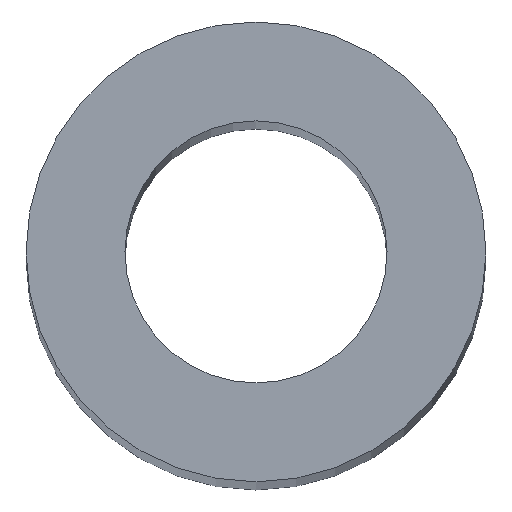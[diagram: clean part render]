
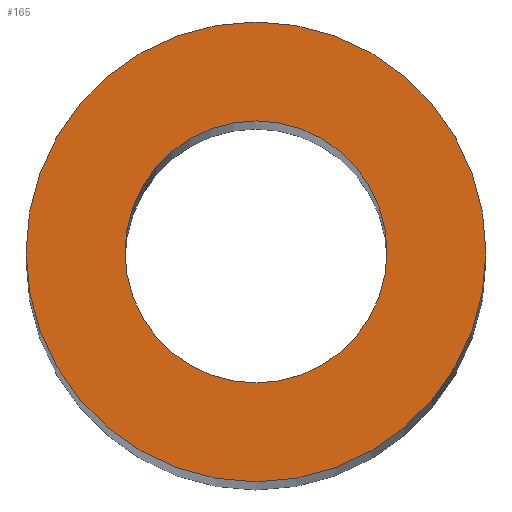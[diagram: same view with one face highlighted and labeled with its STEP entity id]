
A CAD part, top view. The second image highlights one B-rep face of the part: STEP entity #165.
In plain terms, the highlighted planar face has unit normal (0, 0, 1).
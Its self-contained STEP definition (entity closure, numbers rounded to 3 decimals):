
#4 = ORIENTED_EDGE ( 'NONE', *, *, #234, .T. ) ;
#7 = VERTEX_POINT ( 'NONE', #211 ) ;
#14 = DIRECTION ( 'NONE',  ( 1., 0., 0. ) ) ;
#26 = ORIENTED_EDGE ( 'NONE', *, *, #52, .F. ) ;
#46 = CARTESIAN_POINT ( 'NONE',  ( 0., 0., 94.6 ) ) ;
#47 = EDGE_CURVE ( 'NONE', #242, #7, #233, .T. ) ;
#52 = EDGE_CURVE ( 'NONE', #7, #242, #246, .T. ) ;
#57 = CARTESIAN_POINT ( 'NONE',  ( 2.65, 0., 94.6 ) ) ;
#58 = EDGE_CURVE ( 'NONE', #69, #85, #124, .T. ) ;
#66 = AXIS2_PLACEMENT_3D ( 'NONE', #173, #231, #14 ) ;
#68 = EDGE_LOOP ( 'NONE', ( #26, #119 ) ) ;
#69 = VERTEX_POINT ( 'NONE', #146 ) ;
#70 = DIRECTION ( 'NONE',  ( 1., 0., 0. ) ) ;
#76 = AXIS2_PLACEMENT_3D ( 'NONE', #46, #108, #70 ) ;
#80 = FACE_BOUND ( 'NONE', #68, .T. ) ;
#85 = VERTEX_POINT ( 'NONE', #125 ) ;
#97 = PLANE ( 'NONE',  #141 ) ;
#108 = DIRECTION ( 'NONE',  ( 0., 0., 1. ) ) ;
#110 = CARTESIAN_POINT ( 'NONE',  ( 0., 0., 94.6 ) ) ;
#114 = DIRECTION ( 'NONE',  ( 1., 0., 0. ) ) ;
#117 = FACE_OUTER_BOUND ( 'NONE', #168, .T. ) ;
#119 = ORIENTED_EDGE ( 'NONE', *, *, #47, .F. ) ;
#124 = CIRCLE ( 'NONE', #76, 4.65 ) ;
#125 = CARTESIAN_POINT ( 'NONE',  ( 4.65, 0., 94.6 ) ) ;
#132 = AXIS2_PLACEMENT_3D ( 'NONE', #110, #227, #208 ) ;
#136 = AXIS2_PLACEMENT_3D ( 'NONE', #144, #241, #149 ) ;
#141 = AXIS2_PLACEMENT_3D ( 'NONE', #217, #193, #114 ) ;
#144 = CARTESIAN_POINT ( 'NONE',  ( 0., 0., 94.6 ) ) ;
#146 = CARTESIAN_POINT ( 'NONE',  ( -4.65, 0., 94.6 ) ) ;
#149 = DIRECTION ( 'NONE',  ( 1., 0., 0. ) ) ;
#165 = ADVANCED_FACE ( 'NONE', ( #117, #80 ), #97, .T. ) ;
#168 = EDGE_LOOP ( 'NONE', ( #223, #4 ) ) ;
#170 = CIRCLE ( 'NONE', #66, 4.65 ) ;
#173 = CARTESIAN_POINT ( 'NONE',  ( 0., 0., 94.6 ) ) ;
#193 = DIRECTION ( 'NONE',  ( 0., 0., 1. ) ) ;
#208 = DIRECTION ( 'NONE',  ( 1., 0., 0. ) ) ;
#211 = CARTESIAN_POINT ( 'NONE',  ( -2.65, 0., 94.6 ) ) ;
#217 = CARTESIAN_POINT ( 'NONE',  ( 0., 0., 94.6 ) ) ;
#223 = ORIENTED_EDGE ( 'NONE', *, *, #58, .T. ) ;
#227 = DIRECTION ( 'NONE',  ( 0., 0., 1. ) ) ;
#231 = DIRECTION ( 'NONE',  ( 0., 0., 1. ) ) ;
#233 = CIRCLE ( 'NONE', #136, 2.65 ) ;
#234 = EDGE_CURVE ( 'NONE', #85, #69, #170, .T. ) ;
#241 = DIRECTION ( 'NONE',  ( 0., 0., 1. ) ) ;
#242 = VERTEX_POINT ( 'NONE', #57 ) ;
#246 = CIRCLE ( 'NONE', #132, 2.65 ) ;
